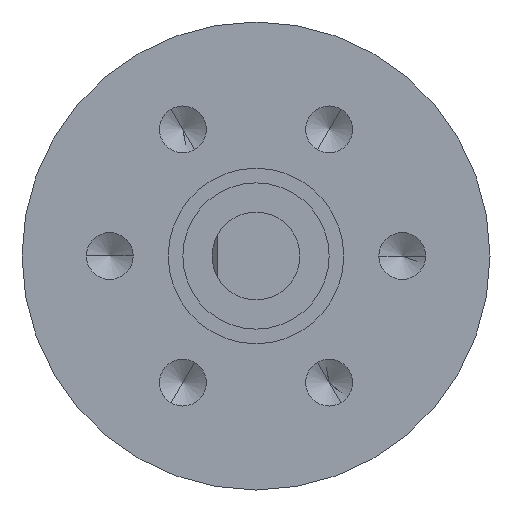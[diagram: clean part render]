
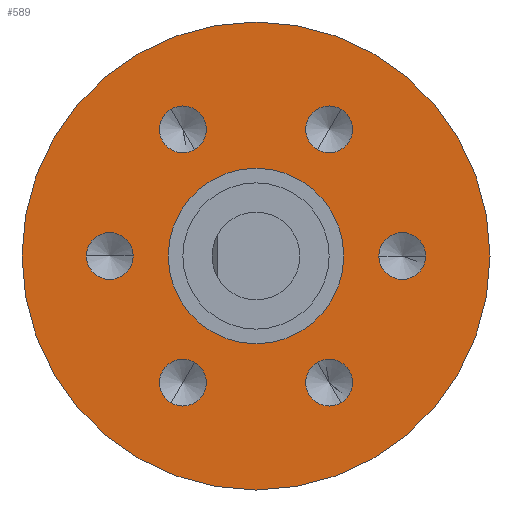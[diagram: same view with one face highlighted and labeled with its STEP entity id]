
A CAD part, left-side view. The second image highlights one B-rep face of the part: STEP entity #589.
In plain terms, the highlighted planar face has unit normal (-1, 0, 0).
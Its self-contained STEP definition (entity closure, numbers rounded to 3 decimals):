
#1=CARTESIAN_POINT('',(0.,0.,0.));
#2=DIRECTION('',(-1.,0.,0.));
#3=DIRECTION('',(0.,1.,0.));
#4=AXIS2_PLACEMENT_3D('',#1,#2,#3);
#6=CARTESIAN_POINT('',(0.,0.,0.));
#7=DIRECTION('',(1.,0.,0.));
#8=DIRECTION('',(0.,1.,0.));
#9=AXIS2_PLACEMENT_3D('',#6,#7,#8);
#11=CARTESIAN_POINT('',(0.,5.,0.));
#12=DIRECTION('',(-1.,0.,0.));
#13=DIRECTION('',(0.,1.,0.));
#14=AXIS2_PLACEMENT_3D('',#11,#12,#13);
#16=CARTESIAN_POINT('',(0.,5.,0.));
#17=DIRECTION('',(-1.,0.,0.));
#18=DIRECTION('',(0.,-1.,0.));
#19=AXIS2_PLACEMENT_3D('',#16,#17,#18);
#21=CARTESIAN_POINT('',(0.,2.5,4.33));
#22=DIRECTION('',(-1.,0.,0.));
#23=DIRECTION('',(0.,0.5,0.866));
#24=AXIS2_PLACEMENT_3D('',#21,#22,#23);
#26=CARTESIAN_POINT('',(0.,2.5,4.33));
#27=DIRECTION('',(-1.,0.,0.));
#28=DIRECTION('',(0.,-0.5,-0.866));
#29=AXIS2_PLACEMENT_3D('',#26,#27,#28);
#31=CARTESIAN_POINT('',(0.,-2.5,4.33));
#32=DIRECTION('',(-1.,0.,0.));
#33=DIRECTION('',(0.,-0.5,0.866));
#34=AXIS2_PLACEMENT_3D('',#31,#32,#33);
#36=CARTESIAN_POINT('',(0.,-2.5,4.33));
#37=DIRECTION('',(-1.,0.,0.));
#38=DIRECTION('',(0.,0.5,-0.866));
#39=AXIS2_PLACEMENT_3D('',#36,#37,#38);
#41=CARTESIAN_POINT('',(0.,-5.,0.));
#42=DIRECTION('',(-1.,0.,0.));
#43=DIRECTION('',(0.,-1.,0.));
#44=AXIS2_PLACEMENT_3D('',#41,#42,#43);
#46=CARTESIAN_POINT('',(0.,-5.,0.));
#47=DIRECTION('',(-1.,0.,0.));
#48=DIRECTION('',(0.,1.,0.));
#49=AXIS2_PLACEMENT_3D('',#46,#47,#48);
#51=CARTESIAN_POINT('',(0.,-2.5,-4.33));
#52=DIRECTION('',(-1.,0.,0.));
#53=DIRECTION('',(0.,-0.5,-0.866));
#54=AXIS2_PLACEMENT_3D('',#51,#52,#53);
#56=CARTESIAN_POINT('',(0.,-2.5,-4.33));
#57=DIRECTION('',(-1.,0.,0.));
#58=DIRECTION('',(0.,0.5,0.866));
#59=AXIS2_PLACEMENT_3D('',#56,#57,#58);
#61=CARTESIAN_POINT('',(0.,2.5,-4.33));
#62=DIRECTION('',(-1.,0.,0.));
#63=DIRECTION('',(0.,0.5,-0.866));
#64=AXIS2_PLACEMENT_3D('',#61,#62,#63);
#66=CARTESIAN_POINT('',(0.,2.5,-4.33));
#67=DIRECTION('',(-1.,0.,0.));
#68=DIRECTION('',(0.,-0.5,0.866));
#69=AXIS2_PLACEMENT_3D('',#66,#67,#68);
#71=CARTESIAN_POINT('',(0.,0.,0.));
#72=DIRECTION('',(1.,0.,0.));
#73=DIRECTION('',(0.,1.,0.));
#74=AXIS2_PLACEMENT_3D('',#71,#72,#73);
#84=CARTESIAN_POINT('',(0.,0.,0.));
#85=DIRECTION('',(-1.,0.,0.));
#86=DIRECTION('',(0.,1.,0.));
#87=AXIS2_PLACEMENT_3D('',#84,#85,#86);
#421=CARTESIAN_POINT('',(0.,3.,0.));
#423=VERTEX_POINT('',#421);
#429=CARTESIAN_POINT('',(0.,-3.,0.));
#431=VERTEX_POINT('',#429);
#470=CARTESIAN_POINT('',(0.,5.8,0.));
#471=CARTESIAN_POINT('',(0.,4.2,0.));
#472=VERTEX_POINT('',#470);
#473=VERTEX_POINT('',#471);
#480=CARTESIAN_POINT('',(0.,2.9,5.023));
#481=CARTESIAN_POINT('',(0.,2.1,3.637));
#482=VERTEX_POINT('',#480);
#483=VERTEX_POINT('',#481);
#484=CARTESIAN_POINT('',(0.,8.,0.));
#485=CARTESIAN_POINT('',(0.,-8.,0.));
#486=VERTEX_POINT('',#484);
#487=VERTEX_POINT('',#485);
#502=CARTESIAN_POINT('',(0.,-2.9,5.023));
#503=CARTESIAN_POINT('',(0.,-2.1,3.637));
#504=VERTEX_POINT('',#502);
#505=VERTEX_POINT('',#503);
#512=CARTESIAN_POINT('',(0.,-5.8,0.));
#513=CARTESIAN_POINT('',(0.,-4.2,0.));
#514=VERTEX_POINT('',#512);
#515=VERTEX_POINT('',#513);
#522=CARTESIAN_POINT('',(0.,-2.9,-5.023));
#523=CARTESIAN_POINT('',(0.,-2.1,-3.637));
#524=VERTEX_POINT('',#522);
#525=VERTEX_POINT('',#523);
#532=CARTESIAN_POINT('',(0.,2.9,-5.023));
#533=CARTESIAN_POINT('',(0.,2.1,-3.637));
#534=VERTEX_POINT('',#532);
#535=VERTEX_POINT('',#533);
#536=CARTESIAN_POINT('',(0.,0.,0.));
#537=DIRECTION('',(1.,0.,0.));
#538=DIRECTION('',(0.,-1.,0.));
#539=AXIS2_PLACEMENT_3D('',#536,#537,#538);
#540=PLANE('',#539);
#542=ORIENTED_EDGE('',*,*,#541,.F.);
#544=ORIENTED_EDGE('',*,*,#543,.T.);
#545=EDGE_LOOP('',(#542,#544));
#546=FACE_OUTER_BOUND('',#545,.F.);
#548=ORIENTED_EDGE('',*,*,#547,.F.);
#550=ORIENTED_EDGE('',*,*,#549,.T.);
#551=EDGE_LOOP('',(#548,#550));
#552=FACE_BOUND('',#551,.F.);
#554=ORIENTED_EDGE('',*,*,#553,.T.);
#556=ORIENTED_EDGE('',*,*,#555,.T.);
#557=EDGE_LOOP('',(#554,#556));
#558=FACE_BOUND('',#557,.F.);
#560=ORIENTED_EDGE('',*,*,#559,.T.);
#562=ORIENTED_EDGE('',*,*,#561,.T.);
#563=EDGE_LOOP('',(#560,#562));
#564=FACE_BOUND('',#563,.F.);
#566=ORIENTED_EDGE('',*,*,#565,.T.);
#568=ORIENTED_EDGE('',*,*,#567,.T.);
#569=EDGE_LOOP('',(#566,#568));
#570=FACE_BOUND('',#569,.F.);
#572=ORIENTED_EDGE('',*,*,#571,.T.);
#574=ORIENTED_EDGE('',*,*,#573,.T.);
#575=EDGE_LOOP('',(#572,#574));
#576=FACE_BOUND('',#575,.F.);
#578=ORIENTED_EDGE('',*,*,#577,.T.);
#580=ORIENTED_EDGE('',*,*,#579,.T.);
#581=EDGE_LOOP('',(#578,#580));
#582=FACE_BOUND('',#581,.F.);
#584=ORIENTED_EDGE('',*,*,#583,.T.);
#586=ORIENTED_EDGE('',*,*,#585,.T.);
#587=EDGE_LOOP('',(#584,#586));
#588=FACE_BOUND('',#587,.F.);
#589=ADVANCED_FACE('',(#546,#552,#558,#564,#570,#576,#582,#588),#540,.F.);
#5=CIRCLE('',#4,8.);
#10=CIRCLE('',#9,8.);
#15=CIRCLE('',#14,0.8);
#20=CIRCLE('',#19,0.8);
#25=CIRCLE('',#24,0.8);
#30=CIRCLE('',#29,0.8);
#35=CIRCLE('',#34,0.8);
#40=CIRCLE('',#39,0.8);
#45=CIRCLE('',#44,0.8);
#50=CIRCLE('',#49,0.8);
#55=CIRCLE('',#54,0.8);
#60=CIRCLE('',#59,0.8);
#65=CIRCLE('',#64,0.8);
#70=CIRCLE('',#69,0.8);
#75=CIRCLE('',#74,3.);
#88=CIRCLE('',#87,3.);
#541=EDGE_CURVE('',#486,#487,#5,.T.);
#543=EDGE_CURVE('',#486,#487,#10,.T.);
#547=EDGE_CURVE('',#423,#431,#75,.T.);
#549=EDGE_CURVE('',#423,#431,#88,.T.);
#553=EDGE_CURVE('',#472,#473,#15,.T.);
#555=EDGE_CURVE('',#473,#472,#20,.T.);
#559=EDGE_CURVE('',#482,#483,#25,.T.);
#561=EDGE_CURVE('',#483,#482,#30,.T.);
#565=EDGE_CURVE('',#504,#505,#35,.T.);
#567=EDGE_CURVE('',#505,#504,#40,.T.);
#571=EDGE_CURVE('',#514,#515,#45,.T.);
#573=EDGE_CURVE('',#515,#514,#50,.T.);
#577=EDGE_CURVE('',#524,#525,#55,.T.);
#579=EDGE_CURVE('',#525,#524,#60,.T.);
#583=EDGE_CURVE('',#534,#535,#65,.T.);
#585=EDGE_CURVE('',#535,#534,#70,.T.);
